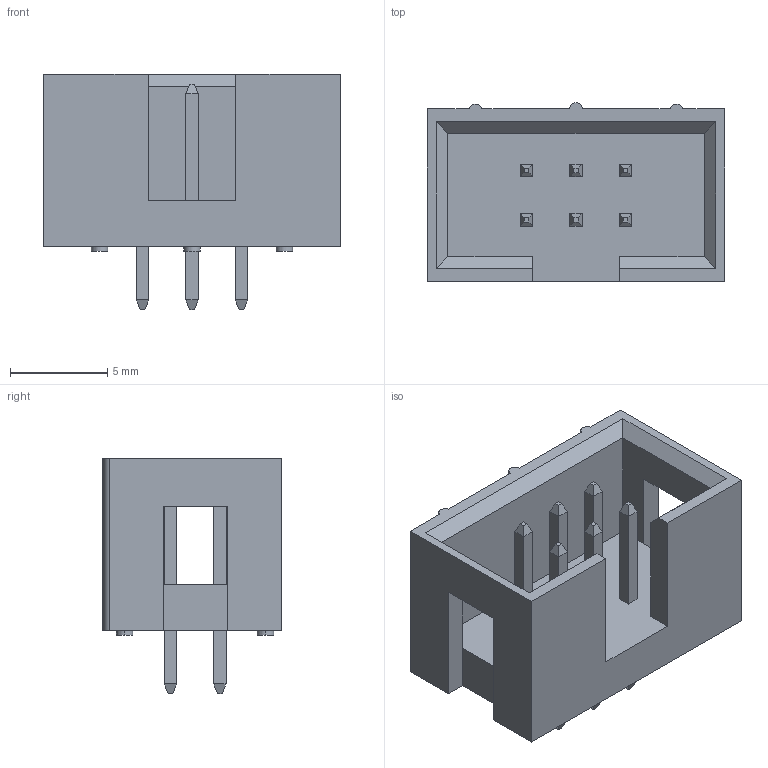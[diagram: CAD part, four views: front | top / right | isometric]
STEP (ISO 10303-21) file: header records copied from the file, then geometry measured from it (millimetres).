
FILE_DESCRIPTION(('STEP AP242'),'1');
FILE_NAME('61200621621.stp','2021-03-15T12:03:58',('TraceParts'),('TraceParts S.A.'),'Spatial InterOp 3D',' ',' ');
FILE_SCHEMA(('AP242_MANAGED_MODEL_BASED_3D_ENGINEERING_MIM_LF {1 0 10303 442 1 1 4}'));
Length unit declared in the file: millimetre
Products named in the file (1): 61200621621_1
Bounding box: 15.28 x 9.18 x 12.1 mm (x, y, z)
Volume: 588.4 mm3; surface area: 1087 mm2
Topology: 7 solids, 7 shells, 183 faces, 421 edges, 254 vertices
Faces by surface type: plane 168, cylinder 15
Entity records: 6521 total; most frequent: CARTESIAN_POINT 865, ORIENTED_EDGE 842, DIRECTION 831, EDGE_CURVE 421, LINE 391, VECTOR 391, VERTEX_POINT 254, AXIS2_PLACEMENT_3D 220
